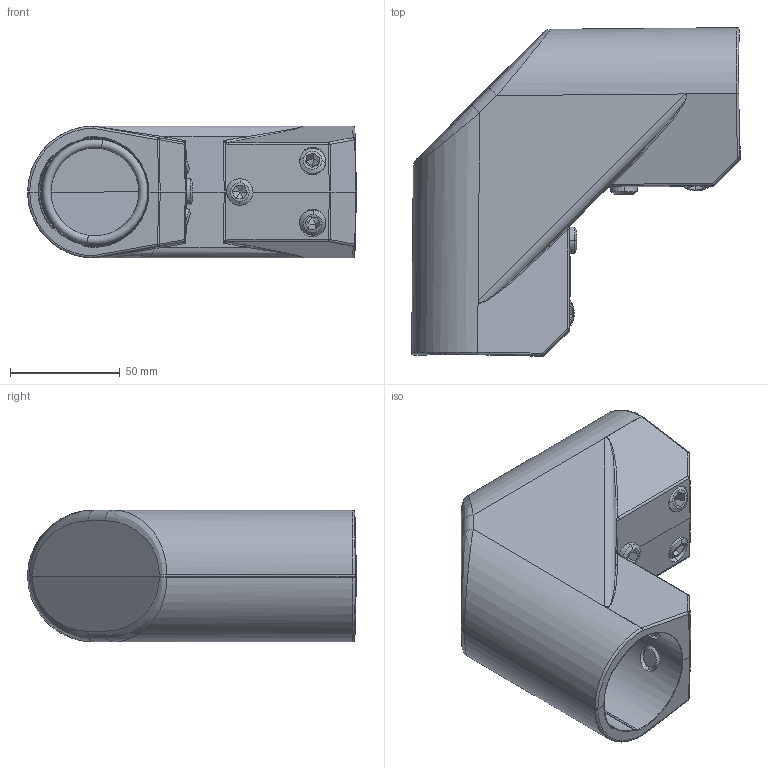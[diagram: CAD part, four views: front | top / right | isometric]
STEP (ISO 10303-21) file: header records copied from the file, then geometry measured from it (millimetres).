
FILE_DESCRIPTION (( 'STEP AP214' ), '1' );
FILE_NAME ('49497100.STEP', '2009-01-12T12:24:38', ( ' ' ), ( '' ), 'SwSTEP 2.0', 'SolidWorks 2008', '' );
FILE_SCHEMA (( 'AUTOMOTIVE_DESIGN' ));
Length unit declared in the file: millimetre
Products named in the file (5): 82011_Standard; 12033_Standard; 93220_Standard; 92146_Standard; 49497100
Assembly tree (10 placements, depth 2):
  49497100
    93220_Standard  x6
    92146_Standard
    82011_Standard  x2
    12033_Standard
Bounding box: 149.54 x 149.54 x 60 mm (x, y, z)
Volume: 318472.8 mm3; surface area: 101510.4 mm2
Topology: 99 solids, 99 shells, 1770 faces, 4441 edges, 2853 vertices
Faces by surface type: plane 822, bspline 762, cylinder 144, cone 24, sphere 10, torus 8
Entity records: 97436 total; most frequent: CARTESIAN_POINT 47612, ORIENTED_EDGE 8458, DIRECTION 4622, EDGE_CURVE 4229, VERTEX_POINT 2744, VECTOR 2396, LINE 2396, EDGE_LOOP 1737
